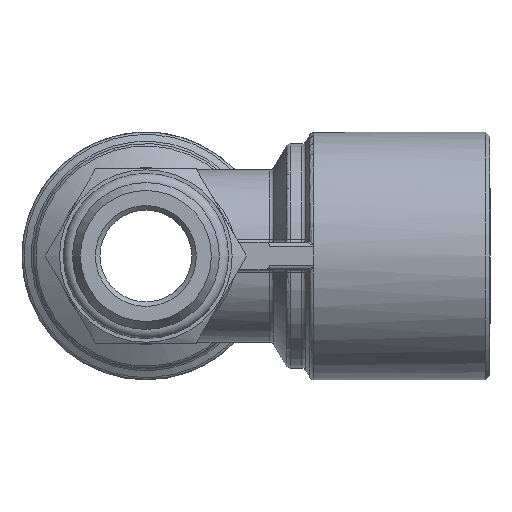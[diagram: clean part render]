
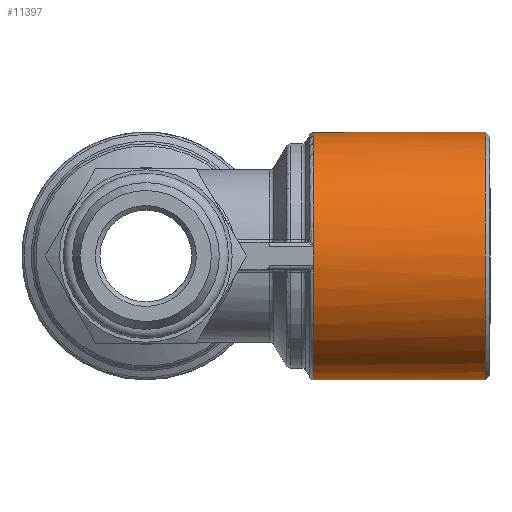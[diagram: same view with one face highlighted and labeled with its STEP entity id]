
A CAD part, front view. The second image highlights one B-rep face of the part: STEP entity #11397.
In plain terms, the highlighted cylindrical face has radius 13.5 mm (diameter 27 mm), a full revolution.
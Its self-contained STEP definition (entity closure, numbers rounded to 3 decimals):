
#1876=CYLINDRICAL_SURFACE('',#11919,13.5);
#3522=ORIENTED_EDGE('',*,*,#5234,.F.);
#3523=ORIENTED_EDGE('',*,*,#5084,.F.);
#3524=ORIENTED_EDGE('',*,*,#5086,.F.);
#3525=ORIENTED_EDGE('',*,*,#5207,.F.);
#3526=ORIENTED_EDGE('',*,*,#5088,.F.);
#3527=ORIENTED_EDGE('',*,*,#5097,.F.);
#3528=ORIENTED_EDGE('',*,*,#5244,.T.);
#5084=EDGE_CURVE('',#6072,#6020,#6520,.T.);
#5086=EDGE_CURVE('',#5930,#6072,#6522,.T.);
#5088=EDGE_CURVE('',#6073,#5972,#6524,.T.);
#5097=EDGE_CURVE('',#5994,#6073,#6529,.T.);
#5207=EDGE_CURVE('',#5972,#5930,#6553,.T.);
#5234=EDGE_CURVE('',#6020,#5994,#6572,.T.);
#5244=EDGE_CURVE('',#6155,#6155,#6582,.T.);
#5930=VERTEX_POINT('',#18656);
#5972=VERTEX_POINT('',#19202);
#5994=VERTEX_POINT('',#19486);
#6020=VERTEX_POINT('',#19786);
#6072=VERTEX_POINT('',#20332);
#6073=VERTEX_POINT('',#20346);
#6155=VERTEX_POINT('',#20980);
#6520=CIRCLE('',#11783,13.5);
#6522=CIRCLE('',#11787,13.5);
#6524=CIRCLE('',#11793,13.5);
#6529=CIRCLE('',#11800,13.5);
#6553=CIRCLE('',#11859,13.5);
#6572=CIRCLE('',#11898,13.5);
#6582=CIRCLE('',#11920,13.5);
#6935=EDGE_LOOP('',(#3522,#3523,#3524,#3525,#3526,#3527));
#6936=EDGE_LOOP('',(#3528));
#7492=FACE_BOUND('',#6935,.T.);
#7493=FACE_BOUND('',#6936,.T.);
#11397=ADVANCED_FACE('',(#7492,#7493),#1876,.T.);
#11783=AXIS2_PLACEMENT_3D('',#20335,#12746,#12747);
#11787=AXIS2_PLACEMENT_3D('',#20339,#12754,#12755);
#11793=AXIS2_PLACEMENT_3D('',#20345,#12766,#12767);
#11800=AXIS2_PLACEMENT_3D('',#20360,#12784,#12785);
#11859=AXIS2_PLACEMENT_3D('',#20779,#12960,#12961);
#11898=AXIS2_PLACEMENT_3D('',#20956,#13040,#13041);
#11919=AXIS2_PLACEMENT_3D('',#20978,#13082,#13083);
#11920=AXIS2_PLACEMENT_3D('',#20979,#13084,#13085);
#12746=DIRECTION('',(-1.,0.,0.));
#12747=DIRECTION('',(0.,0.,1.));
#12754=DIRECTION('',(-1.,0.,0.));
#12755=DIRECTION('',(0.,0.,1.));
#12766=DIRECTION('',(-1.,0.,0.));
#12767=DIRECTION('',(0.,0.,-1.));
#12784=DIRECTION('',(-1.,0.,0.));
#12785=DIRECTION('',(0.,0.,-1.));
#12960=DIRECTION('',(-1.,0.,0.));
#12961=DIRECTION('',(0.,0.,-1.));
#13040=DIRECTION('',(-1.,0.,0.));
#13041=DIRECTION('',(0.,0.,-1.));
#13082=DIRECTION('',(-1.,0.,0.));
#13083=DIRECTION('',(0.,0.,-1.));
#13084=DIRECTION('',(-1.,0.,0.));
#13085=DIRECTION('',(0.,0.,-1.));
#18656=CARTESIAN_POINT('',(18.299,13.439,1.281));
#19202=CARTESIAN_POINT('',(18.299,-13.439,1.281));
#19486=CARTESIAN_POINT('',(18.299,-13.439,-1.281));
#19786=CARTESIAN_POINT('',(18.297,13.439,-1.281));
#20332=CARTESIAN_POINT('',(18.299,13.5,0.));
#20335=CARTESIAN_POINT('',(18.299,0.,0.));
#20339=CARTESIAN_POINT('',(18.299,0.,0.));
#20345=CARTESIAN_POINT('',(18.299,0.,0.));
#20346=CARTESIAN_POINT('',(18.299,-13.5,0.));
#20360=CARTESIAN_POINT('',(18.299,0.,0.));
#20779=CARTESIAN_POINT('',(18.299,0.,0.));
#20956=CARTESIAN_POINT('',(18.299,0.,0.));
#20978=CARTESIAN_POINT('',(0.,0.,0.));
#20979=CARTESIAN_POINT('',(37.,0.,0.));
#20980=CARTESIAN_POINT('',(37.,0.,-13.5));
